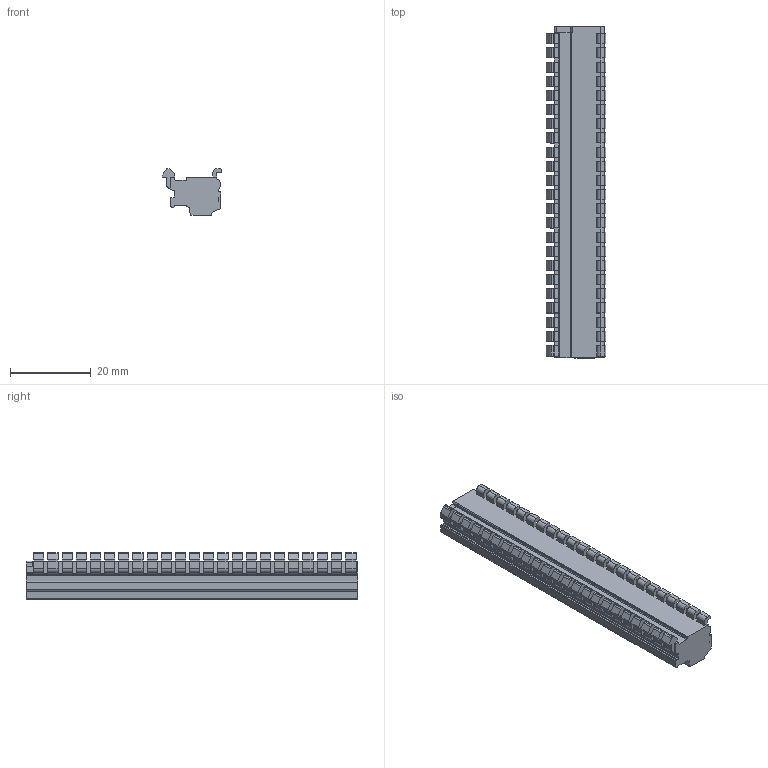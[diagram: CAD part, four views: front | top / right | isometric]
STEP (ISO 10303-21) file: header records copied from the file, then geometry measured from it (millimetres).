
FILE_DESCRIPTION((''),'2;1');
FILE_NAME('0001','2024-10-14T15:37:46',('tluser'),(''),'CREO PARAMETRIC BY PTC INC, 2018100','CREO PARAMETRIC BY PTC INC, 2018100','');
FILE_SCHEMA(('CONFIG_CONTROL_DESIGN'));
Length unit declared in the file: millimetre
Products named in the file (1): 0001
Bounding box: 14.7 x 82 x 11.5 mm (x, y, z)
Volume: 8528.9 mm3; surface area: 5290.6 mm2
Topology: 1 solids, 1 shells, 996 faces, 2731 edges, 1806 vertices
Faces by surface type: plane 677, cylinder 273, cone 46
Entity records: 31792 total; most frequent: CARTESIAN_POINT 5884, ORIENTED_EDGE 5462, DIRECTION 5310, EDGE_CURVE 2731, VECTOR 2090, LINE 2090, VERTEX_POINT 1806, AXIS2_PLACEMENT_3D 1610
